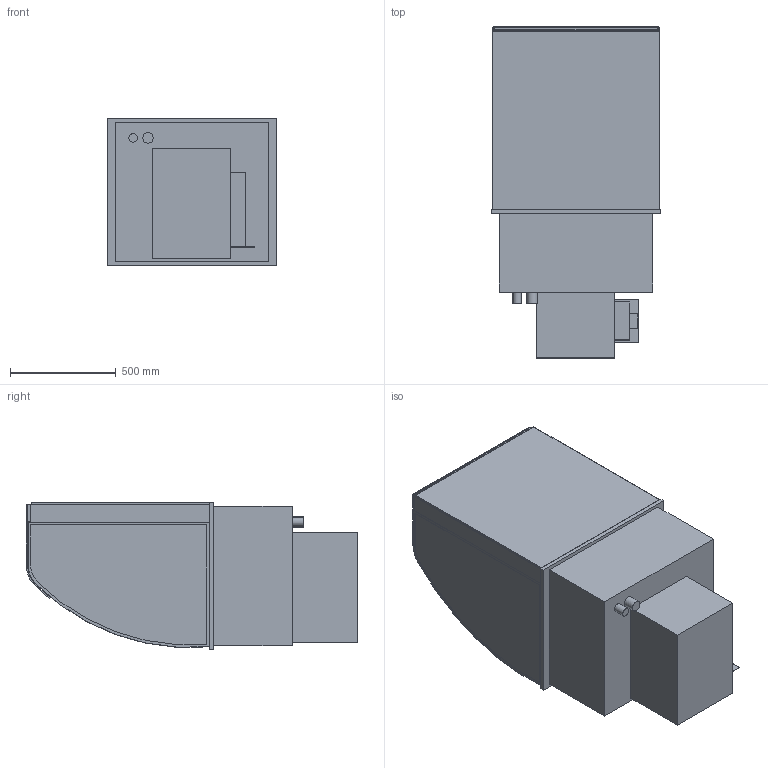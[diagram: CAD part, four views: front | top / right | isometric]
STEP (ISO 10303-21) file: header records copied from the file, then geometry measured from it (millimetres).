
FILE_DESCRIPTION(/* description */ ('Einbaukühlvitrine: eigengekühlt'),/* implementation_level */ '2;1');
FILE_NAME(/* name */ '3D-AKE-00007258.stp',/* time_stamp */ '2025-01-31T07:56:44+01:00',/* author */ ('marina.schachner'),/* organization */ (''),/* preprocessor_version */ 'ST-DEVELOPER v20',/* originating_system */ 'Autodesk Inventor 2024',/* authorisation */ '');
FILE_SCHEMA (('AUTOMOTIVE_DESIGN { 1 0 10303 214 3 1 1 }'));
Length unit declared in the file: millimetre
Products named in the file (1): 3D-AKE-00007258
Bounding box: 800 x 1565 x 695 mm (x, y, z)
Volume: 181454789.9 mm3; surface area: 16827842.6 mm2
Topology: 47 solids, 47 shells, 525 faces, 1266 edges, 844 vertices
Faces by surface type: plane 447, cylinder 78
Full cylindrical faces by diameter (mm): 40 x1, 50 x1
Entity records: 15143 total; most frequent: CARTESIAN_POINT 2636, ORIENTED_EDGE 2532, DIRECTION 2474, EDGE_CURVE 1266, LINE 1110, VECTOR 1110, VERTEX_POINT 844, AXIS2_PLACEMENT_3D 682
